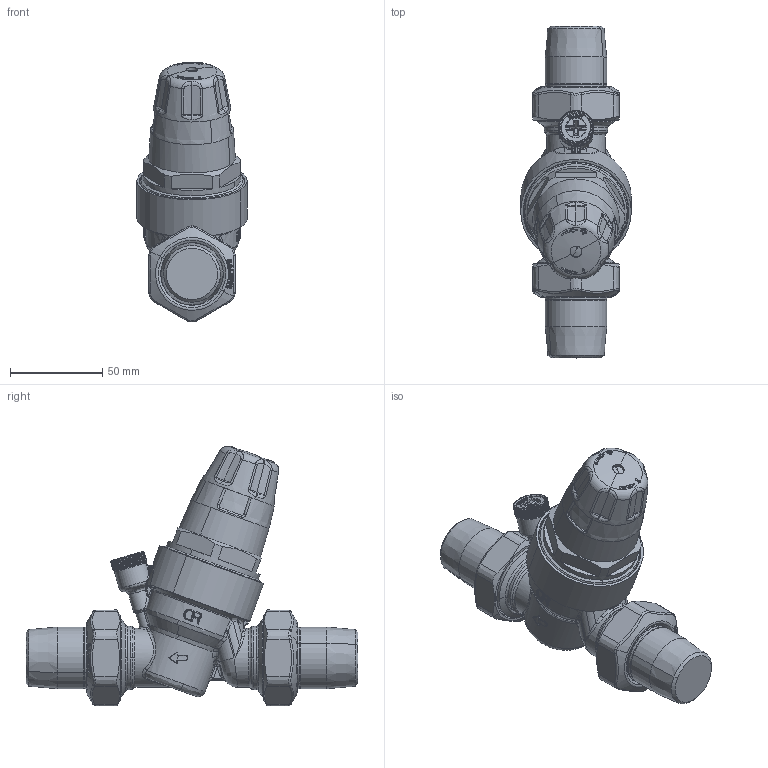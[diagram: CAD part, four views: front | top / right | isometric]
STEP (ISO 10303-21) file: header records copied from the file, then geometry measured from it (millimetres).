
FILE_DESCRIPTION(('CATIA V5 STEP Exchange'),'2;1');
FILE_NAME('STEP_535060H_-_TST.stp','2018-08-29T08:20:44+00:00',('none'),('none'),'CATIA Version 5-6 Release 2016 SP4','CATIA V5 STEP AP203','none');
FILE_SCHEMA(('CONFIG_CONTROL_DESIGN'));
Length unit declared in the file: millimetre
Products named in the file (1): 535060H - TST
Bounding box: 59.99 x 180 x 140.89 mm (x, y, z)
Volume: 388109.6 mm3; surface area: 57409.7 mm2
Topology: 1 solids, 3 shells, 2234 faces, 5561 edges, 3237 vertices
Faces by surface type: bspline 1088, plane 489, cylinder 338, sphere 130, cone 97, torus 70, extrusion 12, revolution 10
Entity records: 114179 total; most frequent: CARTESIAN_POINT 73941, ORIENTED_EDGE 10842, EDGE_CURVE 5421, DIRECTION 3839, VERTEX_POINT 3237, B_SPLINE_CURVE_WITH_KNOTS 3102, EDGE_LOOP 2286, ADVANCED_FACE 2234
